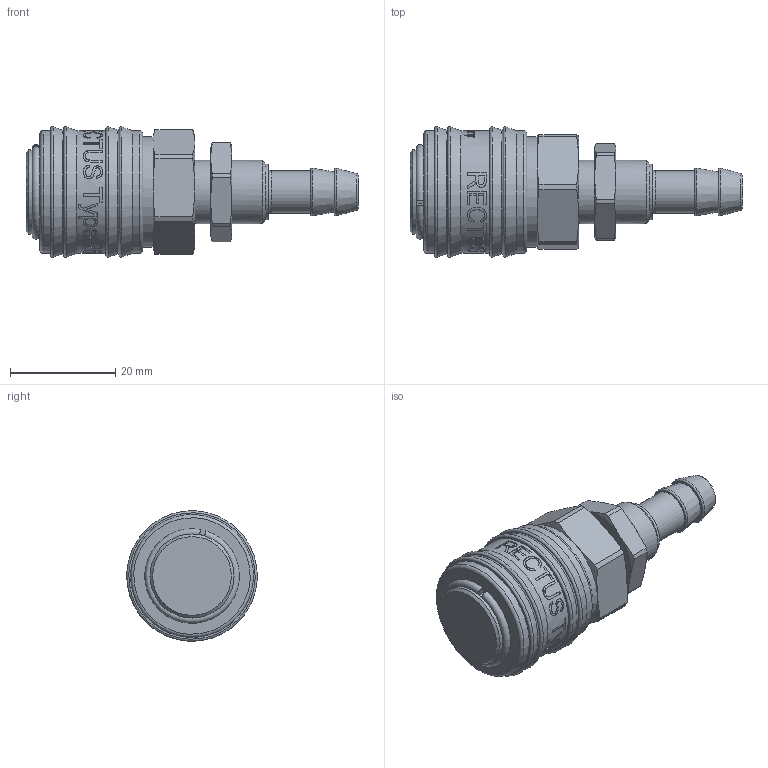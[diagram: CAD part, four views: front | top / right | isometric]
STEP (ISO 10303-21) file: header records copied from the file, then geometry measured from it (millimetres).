
FILE_DESCRIPTION((''),'2;1');
FILE_NAME('26kats08mpx.stp','2013-07-01T08:04:53',('IA176480'),(''),'Autodesk Inventor 2013','Autodesk Inventor 2013','');
FILE_SCHEMA(('AUTOMOTIVE_DESIGN { 1 0 10303 214 1 1 1 1 }'));
Length unit declared in the file: millimetre
Products named in the file (1): D107138
Bounding box: 63 x 24.76 x 24.76 mm (x, y, z)
Volume: 13973.9 mm3; surface area: 8126 mm2
Topology: 3 solids, 5 shells, 498 faces, 1284 edges, 841 vertices
Faces by surface type: bspline 189, plane 184, cylinder 70, cone 39, torus 16
Full cylindrical faces by diameter (mm): 8 x1, 10.6 x1, 12 x2, 14.803 x1, 14.95 x1, 15.45 x1, 15.95 x2, 16.1 x1, 16.65 x1, 17 x1, 18 x2, 21 x1, 21.1 x1, 23.3 x3
Entity records: 63681 total; most frequent: CARTESIAN_POINT 52872, ORIENTED_EDGE 2438, DIRECTION 1491, EDGE_CURVE 1219, VERTEX_POINT 825, EDGE_LOOP 598, AXIS2_PLACEMENT_3D 529, B_SPLINE_CURVE_WITH_KNOTS 517
